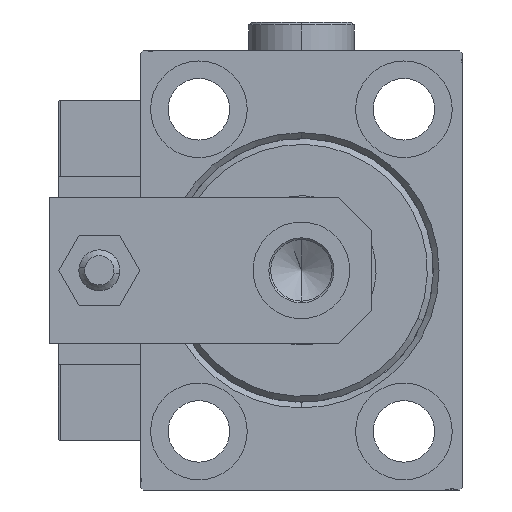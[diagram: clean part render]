
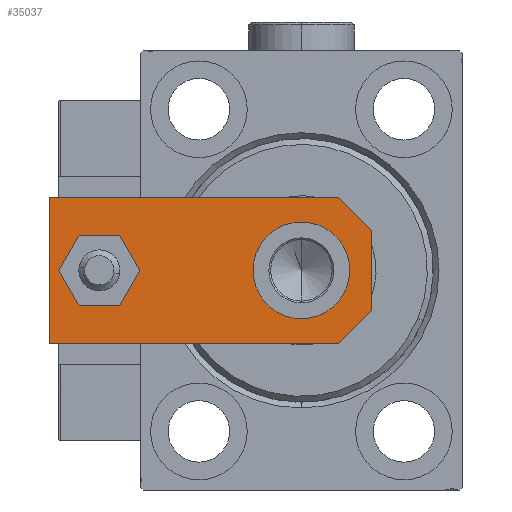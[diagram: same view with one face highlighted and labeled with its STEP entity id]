
A CAD part, left-side view. The second image highlights one B-rep face of the part: STEP entity #35037.
In plain terms, the highlighted face is planar.
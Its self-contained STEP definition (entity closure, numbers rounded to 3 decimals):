
#280 = LINE ( 'NONE', #12271, #46466 ) ;
#666 = CARTESIAN_POINT ( 'NONE',  ( -12.5, 5.66, 6. ) ) ;
#1157 = DIRECTION ( 'NONE',  ( 0., -1., 0. ) ) ;
#1400 = ORIENTED_EDGE ( 'NONE', *, *, #49741, .T. ) ;
#1713 = EDGE_CURVE ( 'NONE', #48684, #34772, #47921, .T. ) ;
#4666 = CARTESIAN_POINT ( 'NONE',  ( -8.25, 12., 6. ) ) ;
#4919 = CARTESIAN_POINT ( 'NONE',  ( 0., 12., 6. ) ) ;
#5068 = CARTESIAN_POINT ( 'NONE',  ( -12.5, 55., 6. ) ) ;
#5104 = VERTEX_POINT ( 'NONE', #46478 ) ;
#5171 = CARTESIAN_POINT ( 'NONE',  ( 0., 0., 6. ) ) ;
#5175 = ORIENTED_EDGE ( 'NONE', *, *, #42131, .T. ) ;
#5339 = CARTESIAN_POINT ( 'NONE',  ( 4., 46.5, 6. ) ) ;
#5678 = FACE_BOUND ( 'NONE', #9125, .T. ) ;
#6012 = VERTEX_POINT ( 'NONE', #5339 ) ;
#6124 = LINE ( 'NONE', #34255, #25041 ) ;
#7386 = DIRECTION ( 'NONE',  ( 1., 0., 0. ) ) ;
#8779 = CARTESIAN_POINT ( 'NONE',  ( -4., 46.5, 6. ) ) ;
#9125 = EDGE_LOOP ( 'NONE', ( #44403, #14335 ) ) ;
#9605 = AXIS2_PLACEMENT_3D ( 'NONE', #4919, #16662, #20049 ) ;
#9918 = EDGE_CURVE ( 'NONE', #28807, #43628, #51112, .T. ) ;
#10968 = AXIS2_PLACEMENT_3D ( 'NONE', #5171, #17930, #49717 ) ;
#11153 = DIRECTION ( 'NONE',  ( -1., 0., 0. ) ) ;
#11269 = EDGE_CURVE ( 'NONE', #49269, #39244, #280, .T. ) ;
#12271 = CARTESIAN_POINT ( 'NONE',  ( 3.42, -3.42, 6. ) ) ;
#12924 = VECTOR ( 'NONE', #11153, 1000. ) ;
#13770 = FACE_OUTER_BOUND ( 'NONE', #20625, .T. ) ;
#13894 = ORIENTED_EDGE ( 'NONE', *, *, #42936, .F. ) ;
#14320 = CARTESIAN_POINT ( 'NONE',  ( 0., 46.5, 6. ) ) ;
#14335 = ORIENTED_EDGE ( 'NONE', *, *, #1713, .F. ) ;
#14431 = CARTESIAN_POINT ( 'NONE',  ( -3.42, -3.42, 6. ) ) ;
#15214 = CARTESIAN_POINT ( 'NONE',  ( 0., 12., 6. ) ) ;
#16110 = AXIS2_PLACEMENT_3D ( 'NONE', #14320, #41171, #21105 ) ;
#16188 = DIRECTION ( 'NONE',  ( 0.707, 0.707, 0. ) ) ;
#16281 = CARTESIAN_POINT ( 'NONE',  ( 6.84, 0., 6. ) ) ;
#16662 = DIRECTION ( 'NONE',  ( 0., 0., 1. ) ) ;
#16763 = DIRECTION ( 'NONE',  ( 1., 0., 0. ) ) ;
#17221 = VERTEX_POINT ( 'NONE', #21471 ) ;
#17930 = DIRECTION ( 'NONE',  ( 0., 0., 1. ) ) ;
#18830 = ORIENTED_EDGE ( 'NONE', *, *, #34327, .T. ) ;
#20049 = DIRECTION ( 'NONE',  ( 1., 0., 0. ) ) ;
#20625 = EDGE_LOOP ( 'NONE', ( #46714, #47820, #18830, #22182, #5175, #1400 ) ) ;
#20966 = LINE ( 'NONE', #5068, #34273 ) ;
#21105 = DIRECTION ( 'NONE',  ( 1., 0., 0. ) ) ;
#21471 = CARTESIAN_POINT ( 'NONE',  ( -12.5, 55., 6. ) ) ;
#22182 = ORIENTED_EDGE ( 'NONE', *, *, #11269, .T. ) ;
#22323 = CARTESIAN_POINT ( 'NONE',  ( 8.25, 12., 6. ) ) ;
#22469 = DIRECTION ( 'NONE',  ( 0., 0., 1. ) ) ;
#24319 = CARTESIAN_POINT ( 'NONE',  ( 0., 46.5, 6. ) ) ;
#24997 = CARTESIAN_POINT ( 'NONE',  ( 12.5, 0., 6. ) ) ;
#25041 = VECTOR ( 'NONE', #26436, 1000. ) ;
#26436 = DIRECTION ( 'NONE',  ( 1., 0., 0. ) ) ;
#26605 = CARTESIAN_POINT ( 'NONE',  ( 12.5, 5.66, 6. ) ) ;
#26781 = CARTESIAN_POINT ( 'NONE',  ( 12.5, 55., 6. ) ) ;
#28807 = VERTEX_POINT ( 'NONE', #666 ) ;
#30412 = LINE ( 'NONE', #26781, #12924 ) ;
#30853 = CIRCLE ( 'NONE', #50855, 4. ) ;
#32777 = EDGE_LOOP ( 'NONE', ( #13894, #46451 ) ) ;
#32861 = EDGE_CURVE ( 'NONE', #6012, #46211, #30853, .T. ) ;
#34255 = CARTESIAN_POINT ( 'NONE',  ( -12.5, 0., 6. ) ) ;
#34273 = VECTOR ( 'NONE', #1157, 1000. ) ;
#34327 = EDGE_CURVE ( 'NONE', #43628, #49269, #6124, .T. ) ;
#34772 = VERTEX_POINT ( 'NONE', #4666 ) ;
#35037 = ADVANCED_FACE ( 'NONE', ( #41376, #13770, #5678 ), #37459, .T. ) ;
#37459 = PLANE ( 'NONE',  #10968 ) ;
#38016 = LINE ( 'NONE', #24997, #43546 ) ;
#38552 = CIRCLE ( 'NONE', #16110, 4. ) ;
#39244 = VERTEX_POINT ( 'NONE', #26605 ) ;
#39356 = CIRCLE ( 'NONE', #45990, 8.25 ) ;
#39390 = EDGE_CURVE ( 'NONE', #17221, #28807, #20966, .T. ) ;
#40852 = EDGE_CURVE ( 'NONE', #34772, #48684, #39356, .T. ) ;
#41171 = DIRECTION ( 'NONE',  ( 0., 0., 1. ) ) ;
#41376 = FACE_BOUND ( 'NONE', #32777, .T. ) ;
#42131 = EDGE_CURVE ( 'NONE', #39244, #5104, #38016, .T. ) ;
#42936 = EDGE_CURVE ( 'NONE', #46211, #6012, #38552, .T. ) ;
#43169 = CARTESIAN_POINT ( 'NONE',  ( -6.84, 0., 6. ) ) ;
#43546 = VECTOR ( 'NONE', #45588, 1000. ) ;
#43628 = VERTEX_POINT ( 'NONE', #43169 ) ;
#44403 = ORIENTED_EDGE ( 'NONE', *, *, #40852, .F. ) ;
#44636 = DIRECTION ( 'NONE',  ( 0., 0., 1. ) ) ;
#45588 = DIRECTION ( 'NONE',  ( 0., 1., 0. ) ) ;
#45990 = AXIS2_PLACEMENT_3D ( 'NONE', #15214, #22469, #7386 ) ;
#46211 = VERTEX_POINT ( 'NONE', #8779 ) ;
#46421 = VECTOR ( 'NONE', #51367, 1000. ) ;
#46451 = ORIENTED_EDGE ( 'NONE', *, *, #32861, .F. ) ;
#46466 = VECTOR ( 'NONE', #16188, 1000. ) ;
#46478 = CARTESIAN_POINT ( 'NONE',  ( 12.5, 55., 6. ) ) ;
#46714 = ORIENTED_EDGE ( 'NONE', *, *, #39390, .T. ) ;
#47820 = ORIENTED_EDGE ( 'NONE', *, *, #9918, .T. ) ;
#47921 = CIRCLE ( 'NONE', #9605, 8.25 ) ;
#48684 = VERTEX_POINT ( 'NONE', #22323 ) ;
#49269 = VERTEX_POINT ( 'NONE', #16281 ) ;
#49717 = DIRECTION ( 'NONE',  ( 1., 0., 0. ) ) ;
#49741 = EDGE_CURVE ( 'NONE', #5104, #17221, #30412, .T. ) ;
#50855 = AXIS2_PLACEMENT_3D ( 'NONE', #24319, #44636, #16763 ) ;
#51112 = LINE ( 'NONE', #14431, #46421 ) ;
#51367 = DIRECTION ( 'NONE',  ( 0.707, -0.707, 0. ) ) ;
